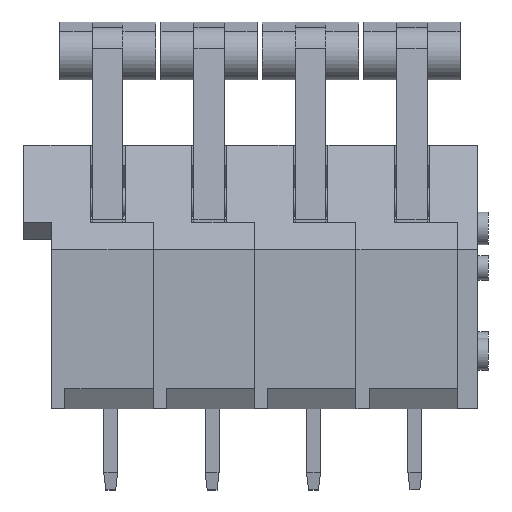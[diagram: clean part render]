
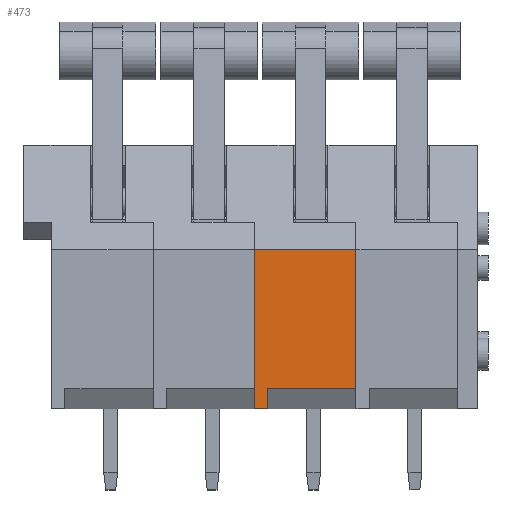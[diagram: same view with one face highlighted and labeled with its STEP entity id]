
A CAD part, front view. The second image highlights one B-rep face of the part: STEP entity #473.
In plain terms, the highlighted planar face has unit normal (0, -1, 0).
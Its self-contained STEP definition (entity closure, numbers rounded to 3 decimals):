
#473 = ADVANCED_FACE( '', ( #1069 ), #1070, .T. );
#1069 = FACE_OUTER_BOUND( '', #1867, .T. );
#1070 = PLANE( '', #1868 );
#1867 = EDGE_LOOP( '', ( #2827, #2828, #2829, #2830, #2831, #2832 ) );
#1868 = AXIS2_PLACEMENT_3D( '', #2833, #2834, #2835 );
#2827 = ORIENTED_EDGE( '', *, *, #4950, .T. );
#2828 = ORIENTED_EDGE( '', *, *, #4951, .T. );
#2829 = ORIENTED_EDGE( '', *, *, #4952, .T. );
#2830 = ORIENTED_EDGE( '', *, *, #4953, .T. );
#2831 = ORIENTED_EDGE( '', *, *, #4954, .F. );
#2832 = ORIENTED_EDGE( '', *, *, #4955, .F. );
#2833 = CARTESIAN_POINT( '', ( 2.5, -6.3, -3.925 ) );
#2834 = DIRECTION( '', ( 0., -1., 0. ) );
#2835 = DIRECTION( '', ( 0., 0., -1. ) );
#4950 = EDGE_CURVE( '', #5930, #5931, #5932, .T. );
#4951 = EDGE_CURVE( '', #5931, #5933, #5934, .T. );
#4952 = EDGE_CURVE( '', #5933, #5935, #5936, .T. );
#4953 = EDGE_CURVE( '', #5935, #5937, #5938, .T. );
#4954 = EDGE_CURVE( '', #5939, #5937, #5940, .T. );
#4955 = EDGE_CURVE( '', #5930, #5939, #5941, .T. );
#5930 = VERTEX_POINT( '', #7311 );
#5931 = VERTEX_POINT( '', #7312 );
#5932 = LINE( '', #7313, #7314 );
#5933 = VERTEX_POINT( '', #7315 );
#5934 = LINE( '', #7316, #7317 );
#5935 = VERTEX_POINT( '', #7318 );
#5936 = LINE( '', #7319, #7320 );
#5937 = VERTEX_POINT( '', #7321 );
#5938 = LINE( '', #7322, #7323 );
#5939 = VERTEX_POINT( '', #7324 );
#5940 = LINE( '', #7325, #7326 );
#5941 = LINE( '', #7327, #7328 );
#7311 = CARTESIAN_POINT( '', ( -1.85, -6.3, -3.925 ) );
#7312 = CARTESIAN_POINT( '', ( -1.85, -6.3, -2.925 ) );
#7313 = CARTESIAN_POINT( '', ( -1.85, -6.3, -3.925 ) );
#7314 = VECTOR( '', #8965, 1000. );
#7315 = CARTESIAN_POINT( '', ( 2.5, -6.3, -2.925 ) );
#7316 = CARTESIAN_POINT( '', ( -1.85, -6.3, -2.925 ) );
#7317 = VECTOR( '', #8966, 1000. );
#7318 = CARTESIAN_POINT( '', ( 2.5, -6.3, 3.925 ) );
#7319 = CARTESIAN_POINT( '', ( 2.5, -6.3, -3.925 ) );
#7320 = VECTOR( '', #8967, 1000. );
#7321 = CARTESIAN_POINT( '', ( -2.5, -6.3, 3.925 ) );
#7322 = CARTESIAN_POINT( '', ( 2.5, -6.3, 3.925 ) );
#7323 = VECTOR( '', #8968, 1000. );
#7324 = CARTESIAN_POINT( '', ( -2.5, -6.3, -3.925 ) );
#7325 = CARTESIAN_POINT( '', ( -2.5, -6.3, -3.925 ) );
#7326 = VECTOR( '', #8969, 1000. );
#7327 = CARTESIAN_POINT( '', ( 2.5, -6.3, -3.925 ) );
#7328 = VECTOR( '', #8970, 1000. );
#8965 = DIRECTION( '', ( 0., 0., 1. ) );
#8966 = DIRECTION( '', ( 1., 0., 0. ) );
#8967 = DIRECTION( '', ( 0., 0., 1. ) );
#8968 = DIRECTION( '', ( -1., 0., 0. ) );
#8969 = DIRECTION( '', ( 0., 0., 1. ) );
#8970 = DIRECTION( '', ( -1., 0., 0. ) );
